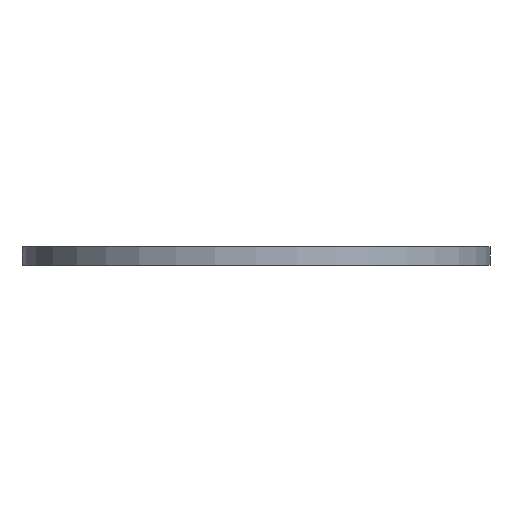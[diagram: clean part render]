
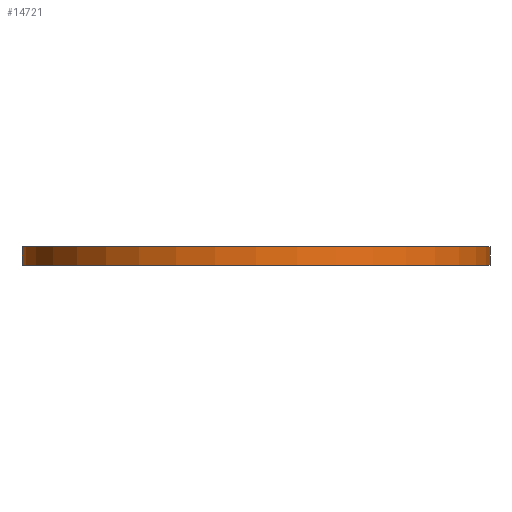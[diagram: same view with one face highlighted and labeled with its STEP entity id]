
A CAD part, front view. The second image highlights one B-rep face of the part: STEP entity #14721.
In plain terms, the highlighted cylindrical face has radius 36.979 mm (diameter 73.958 mm), a partial arc.
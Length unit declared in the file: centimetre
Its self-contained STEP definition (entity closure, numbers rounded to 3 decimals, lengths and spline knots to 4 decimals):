
#321=CYLINDRICAL_SURFACE('',#16007,3.6979);
#323=CIRCLE('',#14784,3.6979);
#783=CIRCLE('',#15548,3.6979);
#2323=FACE_OUTER_BOUND('',#3352,.T.);
#3352=EDGE_LOOP('',(#13935,#13936,#13937,#13938));
#4414=LINE('',#24294,#5779);
#4719=LINE('',#25218,#6084);
#5779=VECTOR('',#18681,1.);
#6084=VECTOR('',#19910,1.);
#6408=VERTEX_POINT('',#21592);
#6409=VERTEX_POINT('',#21593);
#7458=VERTEX_POINT('',#24292);
#7460=VERTEX_POINT('',#24300);
#7912=EDGE_CURVE('',#6408,#6409,#323,.T.);
#9261=EDGE_CURVE('',#7458,#6409,#4414,.T.);
#9264=EDGE_CURVE('',#7458,#7460,#783,.F.);
#9723=EDGE_CURVE('',#7460,#6408,#4719,.T.);
#13935=ORIENTED_EDGE('',*,*,#7912,.T.);
#13936=ORIENTED_EDGE('',*,*,#9261,.F.);
#13937=ORIENTED_EDGE('',*,*,#9264,.T.);
#13938=ORIENTED_EDGE('',*,*,#9723,.T.);
#14721=ADVANCED_FACE('',(#2323),#321,.T.);
#14784=AXIS2_PLACEMENT_3D('',#21594,#16269,#16270);
#15548=AXIS2_PLACEMENT_3D('',#24301,#18689,#18690);
#16007=AXIS2_PLACEMENT_3D('',#25219,#19911,#19912);
#16269=DIRECTION('center_axis',(0.,0.,
-1.));
#16270=DIRECTION('ref_axis',(-1.,0.,0.));
#18681=DIRECTION('',(0.,0.,1.));
#18689=DIRECTION('center_axis',(0.,0.,
-1.));
#18690=DIRECTION('ref_axis',(-1.,0.,0.));
#19910=DIRECTION('',(0.,0.,1.));
#19911=DIRECTION('center_axis',(0.,0.,
1.));
#19912=DIRECTION('ref_axis',(-1.,0.,0.));
#21592=CARTESIAN_POINT('',(3.7168,-9.9324,0.3135));
#21593=CARTESIAN_POINT('',(-3.679,-9.9324,0.3135));
#21594=CARTESIAN_POINT('Origin',(0.0189,-9.9324,0.3135));
#24292=CARTESIAN_POINT('',(-3.679,-9.9324,0.014));
#24294=CARTESIAN_POINT('',(-3.679,-9.9324,0.014));
#24300=CARTESIAN_POINT('',(3.7168,-9.9324,0.014));
#24301=CARTESIAN_POINT('Origin',(0.0189,-9.9324,0.014));
#25218=CARTESIAN_POINT('',(3.7168,-9.9324,0.014));
#25219=CARTESIAN_POINT('Origin',(0.0189,-9.9324,0.014));
